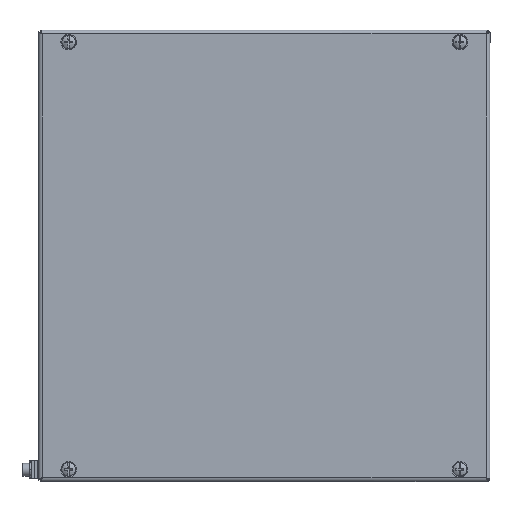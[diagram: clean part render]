
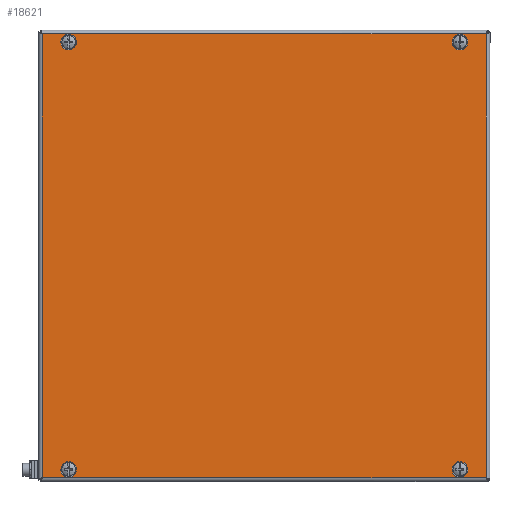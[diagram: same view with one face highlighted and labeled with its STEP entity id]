
A CAD part, top view. The second image highlights one B-rep face of the part: STEP entity #18621.
In plain terms, the highlighted face is planar.
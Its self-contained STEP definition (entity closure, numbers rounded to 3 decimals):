
#76 = DIRECTION ( 'NONE',  ( 1., 0., 0. ) ) ;
#750 = VECTOR ( 'NONE', #17640, 1000. ) ;
#1072 = ORIENTED_EDGE ( 'NONE', *, *, #6511, .T. ) ;
#2426 = EDGE_LOOP ( 'NONE', ( #11804 ) ) ;
#2744 = CARTESIAN_POINT ( 'NONE',  ( -130., -142., 0. ) ) ;
#2877 = LINE ( 'NONE', #10290, #18945 ) ;
#3008 = VERTEX_POINT ( 'NONE', #19809 ) ;
#3191 = VERTEX_POINT ( 'NONE', #18289 ) ;
#3279 = ORIENTED_EDGE ( 'NONE', *, *, #6485, .T. ) ;
#3524 = EDGE_LOOP ( 'NONE', ( #12079 ) ) ;
#3853 = CARTESIAN_POINT ( 'NONE',  ( -147.5, -147.5, 0. ) ) ;
#4467 = DIRECTION ( 'NONE',  ( 0., 0., 1. ) ) ;
#4538 = FACE_BOUND ( 'NONE', #13704, .T. ) ;
#4558 = FACE_BOUND ( 'NONE', #2426, .T. ) ;
#4578 = FACE_BOUND ( 'NONE', #12903, .T. ) ;
#4815 = CARTESIAN_POINT ( 'NONE',  ( -147.5, -148.743, 0. ) ) ;
#5256 = VECTOR ( 'NONE', #13750, 1000. ) ;
#5604 = EDGE_CURVE ( 'NONE', #3191, #3191, #18034, .T. ) ;
#5692 = EDGE_CURVE ( 'NONE', #3008, #3008, #19837, .T. ) ;
#6125 = EDGE_CURVE ( 'NONE', #10921, #10921, #12377, .T. ) ;
#6378 = DIRECTION ( 'NONE',  ( 1., 0., 0. ) ) ;
#6485 = EDGE_CURVE ( 'NONE', #12748, #18891, #8222, .T. ) ;
#6511 = EDGE_CURVE ( 'NONE', #8719, #12748, #13937, .T. ) ;
#6699 = EDGE_CURVE ( 'NONE', #10898, #10898, #18927, .T. ) ;
#6886 = EDGE_CURVE ( 'NONE', #18891, #10840, #2877, .T. ) ;
#6991 = EDGE_CURVE ( 'NONE', #10840, #8719, #8800, .T. ) ;
#7297 = AXIS2_PLACEMENT_3D ( 'NONE', #10409, #4467, #76 ) ;
#7508 = DIRECTION ( 'NONE',  ( 0., 0., -1. ) ) ;
#7704 = ORIENTED_EDGE ( 'NONE', *, *, #5692, .F. ) ;
#8222 = LINE ( 'NONE', #4815, #20052 ) ;
#8719 = VERTEX_POINT ( 'NONE', #11261 ) ;
#8800 = LINE ( 'NONE', #11631, #750 ) ;
#9214 = CARTESIAN_POINT ( 'NONE',  ( 147.5, 147.5, 0. ) ) ;
#10290 = CARTESIAN_POINT ( 'NONE',  ( -148.743, 147.5, 0. ) ) ;
#10344 = EDGE_LOOP ( 'NONE', ( #1072, #3279, #18844, #18042 ) ) ;
#10409 = CARTESIAN_POINT ( 'NONE',  ( -150., 150., 0. ) ) ;
#10435 = CARTESIAN_POINT ( 'NONE',  ( 130., 142., 0. ) ) ;
#10840 = VERTEX_POINT ( 'NONE', #9214 ) ;
#10898 = VERTEX_POINT ( 'NONE', #13259 ) ;
#10921 = VERTEX_POINT ( 'NONE', #11602 ) ;
#11043 = DIRECTION ( 'NONE',  ( 0., 0., -1. ) ) ;
#11261 = CARTESIAN_POINT ( 'NONE',  ( 147.5, -147.5, 0. ) ) ;
#11520 = CARTESIAN_POINT ( 'NONE',  ( 148.743, -147.5, 0. ) ) ;
#11602 = CARTESIAN_POINT ( 'NONE',  ( -126., 142., 0. ) ) ;
#11631 = CARTESIAN_POINT ( 'NONE',  ( 147.5, 148.743, 0. ) ) ;
#11804 = ORIENTED_EDGE ( 'NONE', *, *, #6699, .F. ) ;
#12015 = DIRECTION ( 'NONE',  ( 0., 1., 0. ) ) ;
#12079 = ORIENTED_EDGE ( 'NONE', *, *, #6125, .F. ) ;
#12377 = CIRCLE ( 'NONE', #19265, 4. ) ;
#12748 = VERTEX_POINT ( 'NONE', #3853 ) ;
#12903 = EDGE_LOOP ( 'NONE', ( #7704 ) ) ;
#13259 = CARTESIAN_POINT ( 'NONE',  ( 126., 142., 0. ) ) ;
#13563 = DIRECTION ( 'NONE',  ( -1., 0., 0. ) ) ;
#13704 = EDGE_LOOP ( 'NONE', ( #17095 ) ) ;
#13750 = DIRECTION ( 'NONE',  ( -1., 0., 0. ) ) ;
#13937 = LINE ( 'NONE', #11520, #5256 ) ;
#16618 = DIRECTION ( 'NONE',  ( 0., 0., -1. ) ) ;
#16653 = DIRECTION ( 'NONE',  ( 1., 0., 0. ) ) ;
#16892 = CARTESIAN_POINT ( 'NONE',  ( -130., 142., 0. ) ) ;
#17095 = ORIENTED_EDGE ( 'NONE', *, *, #5604, .F. ) ;
#17101 = PLANE ( 'NONE',  #7297 ) ;
#17398 = CARTESIAN_POINT ( 'NONE',  ( 130., -142., 0. ) ) ;
#17633 = DIRECTION ( 'NONE',  ( 1., 0., 0. ) ) ;
#17640 = DIRECTION ( 'NONE',  ( 0., -1., 0. ) ) ;
#17972 = FACE_BOUND ( 'NONE', #3524, .T. ) ;
#17988 = FACE_OUTER_BOUND ( 'NONE', #10344, .T. ) ;
#18034 = CIRCLE ( 'NONE', #19945, 4. ) ;
#18042 = ORIENTED_EDGE ( 'NONE', *, *, #6991, .T. ) ;
#18289 = CARTESIAN_POINT ( 'NONE',  ( 134., -142., 0. ) ) ;
#18410 = AXIS2_PLACEMENT_3D ( 'NONE', #10435, #7508, #19055 ) ;
#18621 = ADVANCED_FACE ( 'NONE', ( #4538, #4578, #17972, #4558, #17988 ), #17101, .F. ) ;
#18844 = ORIENTED_EDGE ( 'NONE', *, *, #6886, .T. ) ;
#18891 = VERTEX_POINT ( 'NONE', #19653 ) ;
#18927 = CIRCLE ( 'NONE', #18410, 4. ) ;
#18945 = VECTOR ( 'NONE', #6378, 1000. ) ;
#19055 = DIRECTION ( 'NONE',  ( -1., 0., 0. ) ) ;
#19201 = DIRECTION ( 'NONE',  ( 0., 0., -1. ) ) ;
#19265 = AXIS2_PLACEMENT_3D ( 'NONE', #16892, #16618, #16653 ) ;
#19653 = CARTESIAN_POINT ( 'NONE',  ( -147.5, 147.5, 0. ) ) ;
#19809 = CARTESIAN_POINT ( 'NONE',  ( -134., -142., 0. ) ) ;
#19837 = CIRCLE ( 'NONE', #19855, 4. ) ;
#19855 = AXIS2_PLACEMENT_3D ( 'NONE', #2744, #11043, #13563 ) ;
#19945 = AXIS2_PLACEMENT_3D ( 'NONE', #17398, #19201, #17633 ) ;
#20052 = VECTOR ( 'NONE', #12015, 1000. ) ;
